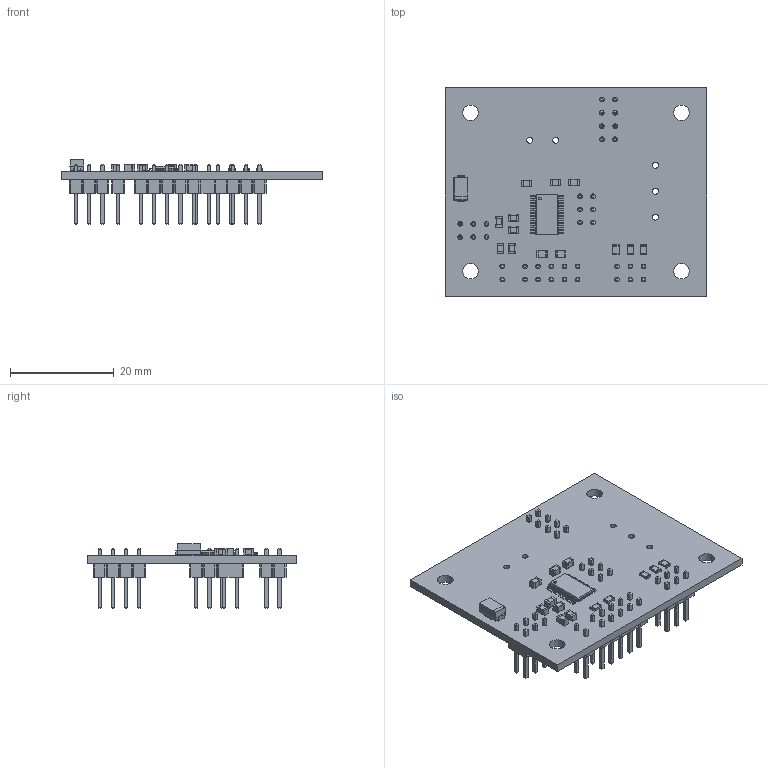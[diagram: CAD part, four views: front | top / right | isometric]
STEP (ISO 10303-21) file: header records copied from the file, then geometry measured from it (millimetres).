
FILE_DESCRIPTION(('KiCad electronic assembly'),'2;1');
FILE_NAME('DRV10987V01.step','2023-06-30T11:55:02',('Pcbnew'),('Kicad'), 'Open CASCADE STEP processor 7.5','KiCad to STEP converter','Unknown' );
FILE_SCHEMA(('AUTOMOTIVE_DESIGN { 1 0 10303 214 1 1 1 1 }'));
Length unit declared in the file: millimetre
Products named in the file (18): DRV10987V01 1; C_0805_2012Metric; SOLID; D_SMA; R_0805_2012Metric; TSSOP-24_4.4x7.8mm_P0.65mm; PinHeader_1x02_P2.54mm_Vertical; PinHeader_2x03_P2.54mm_Vertical; PinHeader_2x05_P2.54mm_Vertical; PinHeader_2x04_P2.54mm_Vertical; tmpklivth97 PCB
Assembly tree (30 placements, depth 3):
  DRV10987V01 1
    C_0805_2012Metric  x8
      SOLID
    D_SMA
      SOLID
    R_0805_2012Metric  x5
      SOLID
    TSSOP-24_4.4x7.8mm_P0.65mm
      SOLID
    PinHeader_1x02_P2.54mm_Vertical
      SOLID
    PinHeader_2x03_P2.54mm_Vertical  x3
      SOLID
    PinHeader_2x05_P2.54mm_Vertical
      SOLID
    PinHeader_2x04_P2.54mm_Vertical
      SOLID
    tmpklivth97 PCB
Bounding box: 50.29 x 40.13 x 12.44 mm (x, y, z)
Volume: 3937.2 mm3; surface area: 6525.6 mm2
Topology: 22 solids, 22 shells, 1672 faces, 4150 edges, 2616 vertices
Faces by surface type: plane 1330, cylinder 284, bspline 58
Full cylindrical faces by diameter (mm): 0.5 x1, 0.889 x38, 1.15 x5, 3 x4
Entity records: 76969 total; most frequent: CARTESIAN_POINT 12995, DIRECTION 10421, LINE 7458, VECTOR 7458, ORIENTED_EDGE 5548, PCURVE 5548, DEFINITIONAL_REPRESENTATION 5548, EDGE_CURVE 2774
